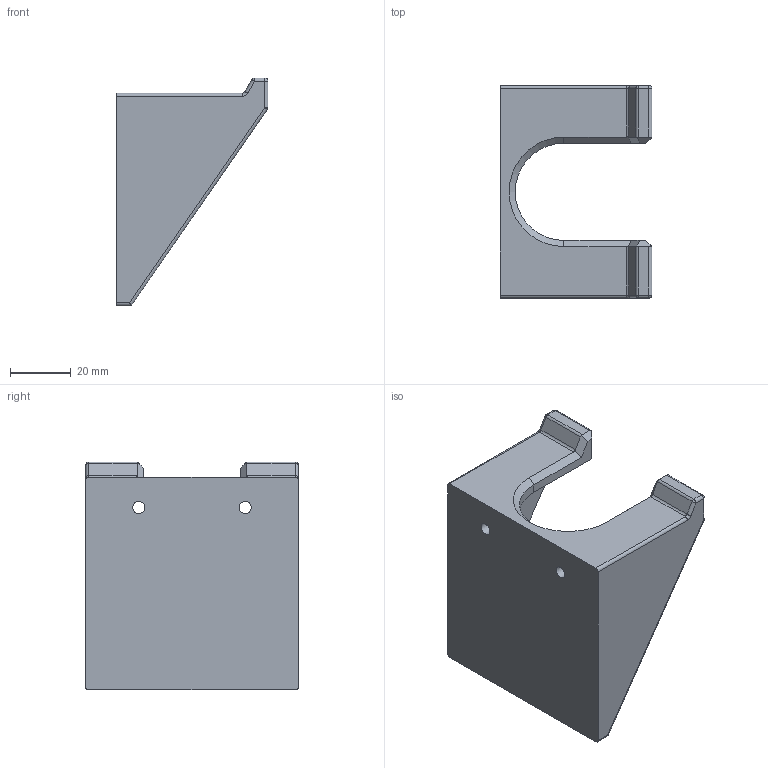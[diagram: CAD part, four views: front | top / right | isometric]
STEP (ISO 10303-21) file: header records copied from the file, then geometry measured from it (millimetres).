
FILE_DESCRIPTION(('FreeCAD Model'),'2;1');
FILE_NAME('Open CASCADE Shape Model','2025-06-13T13:03:52',(''),(''), 'Open CASCADE STEP processor 7.8','FreeCAD','Unknown');
FILE_SCHEMA(('CONFIG_CONTROL_DESIGN','SHAPE_APPEARANCE_LAYER_MIM'));
Length unit declared in the file: millimetre
Products named in the file (1): Body
Bounding box: 50 x 70 x 75 mm (x, y, z)
Volume: 48954.5 mm3; surface area: 21375.8 mm2
Topology: 1 solids, 1 shells, 65 faces, 163 edges, 94 vertices
Faces by surface type: plane 29, cylinder 25, sphere 6, torus 4, cone 1
Full cylindrical faces by diameter (mm): 4 x2
Entity records: 4094 total; most frequent: CARTESIAN_POINT 837, DIRECTION 629, LINE 360, VECTOR 360, ORIENTED_EDGE 314, PCURVE 314, DEFINITIONAL_REPRESENTATION 314, EDGE_CURVE 157
